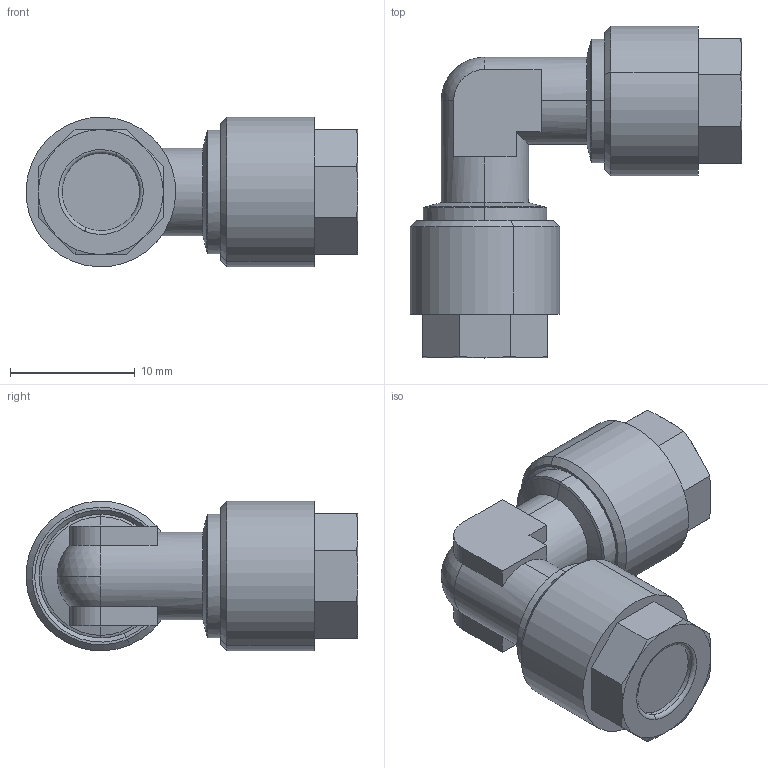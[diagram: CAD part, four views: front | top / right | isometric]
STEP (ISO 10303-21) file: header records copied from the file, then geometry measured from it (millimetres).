
FILE_DESCRIPTION (( 'STEP AP214' ), '1' );
FILE_NAME ('0113000003.step', '2012-09-28T13:24:26', ( '' ), ( '' ), 'SwSTEP 2.0', 'SolidWorks 2012', '' );
FILE_SCHEMA (( 'AUTOMOTIVE_DESIGN' ));
Length unit declared in the file: millimetre
Products named in the file (1): 0113000003
Bounding box: 26.59 x 26.59 x 11.99 mm (x, y, z)
Volume: 3114.9 mm3; surface area: 1674.9 mm2
Topology: 1 solids, 1 shells, 96 faces, 220 edges, 132 vertices
Faces by surface type: plane 38, cone 30, cylinder 18, torus 8, sphere 2
Entity records: 3805 total; most frequent: CARTESIAN_POINT 548, DIRECTION 472, ORIENTED_EDGE 440, EDGE_CURVE 220, AXIS2_PLACEMENT_3D 188, VERTEX_POINT 132, EDGE_LOOP 102, UNCERTAINTY_MEASURE_WITH_UNIT 99
